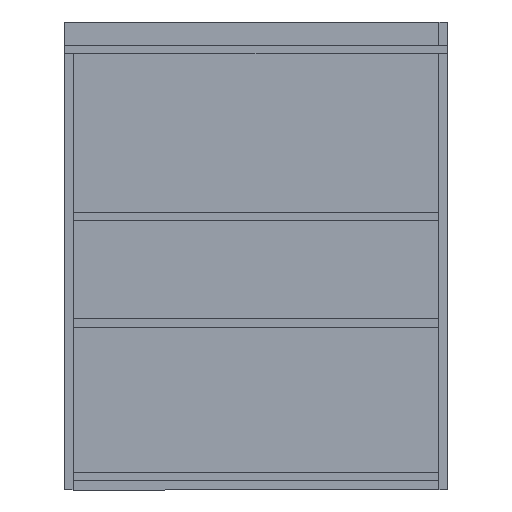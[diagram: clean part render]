
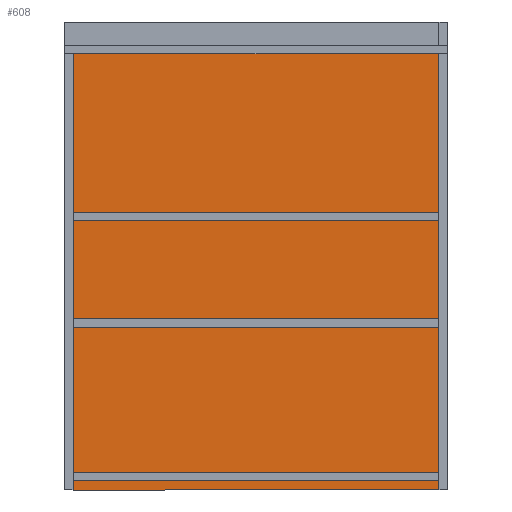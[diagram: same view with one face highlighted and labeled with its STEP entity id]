
A CAD part, front view. The second image highlights one B-rep face of the part: STEP entity #608.
In plain terms, the highlighted face is planar.
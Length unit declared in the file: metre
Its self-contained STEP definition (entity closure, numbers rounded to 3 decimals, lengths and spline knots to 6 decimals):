
#158=ORIENTED_EDGE('',*,*,#252,.F.);
#159=ORIENTED_EDGE('',*,*,#256,.T.);
#160=ORIENTED_EDGE('',*,*,#259,.T.);
#161=ORIENTED_EDGE('',*,*,#261,.F.);
#252=EDGE_CURVE('',#312,#313,#372,.T.);
#256=EDGE_CURVE('',#312,#315,#376,.T.);
#259=EDGE_CURVE('',#315,#317,#379,.T.);
#261=EDGE_CURVE('',#313,#317,#381,.T.);
#312=VERTEX_POINT('',#996);
#313=VERTEX_POINT('',#998);
#315=VERTEX_POINT('',#1004);
#317=VERTEX_POINT('',#1010);
#372=LINE('',#997,#444);
#376=LINE('',#1005,#448);
#379=LINE('',#1011,#451);
#381=LINE('',#1014,#453);
#444=VECTOR('',#827,1.);
#448=VECTOR('',#833,1.);
#451=VECTOR('',#838,1.);
#453=VECTOR('',#842,1.);
#500=EDGE_LOOP('',(#158,#159,#160,#161));
#536=FACE_BOUND('',#500,.T.);
#572=PLANE('',#722);
#608=ADVANCED_FACE('',(#536),#572,.T.);
#722=AXIS2_PLACEMENT_3D('',#1015,#843,#844);
#827=DIRECTION('',(0.,-1.,0.));
#833=DIRECTION('',(0.,0.,1.));
#838=DIRECTION('',(0.,-1.,0.));
#842=DIRECTION('',(0.,0.,1.));
#843=DIRECTION('',(1.,0.,0.));
#844=DIRECTION('',(0.,1.,0.));
#996=CARTESIAN_POINT('',(0.018,0.391,-0.447861));
#997=CARTESIAN_POINT('',(0.018,0.,-0.447861));
#998=CARTESIAN_POINT('',(0.018,-0.391,-0.447861));
#1004=CARTESIAN_POINT('',(0.018,0.391,0.484139));
#1005=CARTESIAN_POINT('',(0.018,0.391,0.018139));
#1010=CARTESIAN_POINT('',(0.018,-0.391,0.484139));
#1011=CARTESIAN_POINT('',(0.018,0.,0.484139));
#1014=CARTESIAN_POINT('',(0.018,-0.391,0.018139));
#1015=CARTESIAN_POINT('',(0.018,0.,0.018139));
